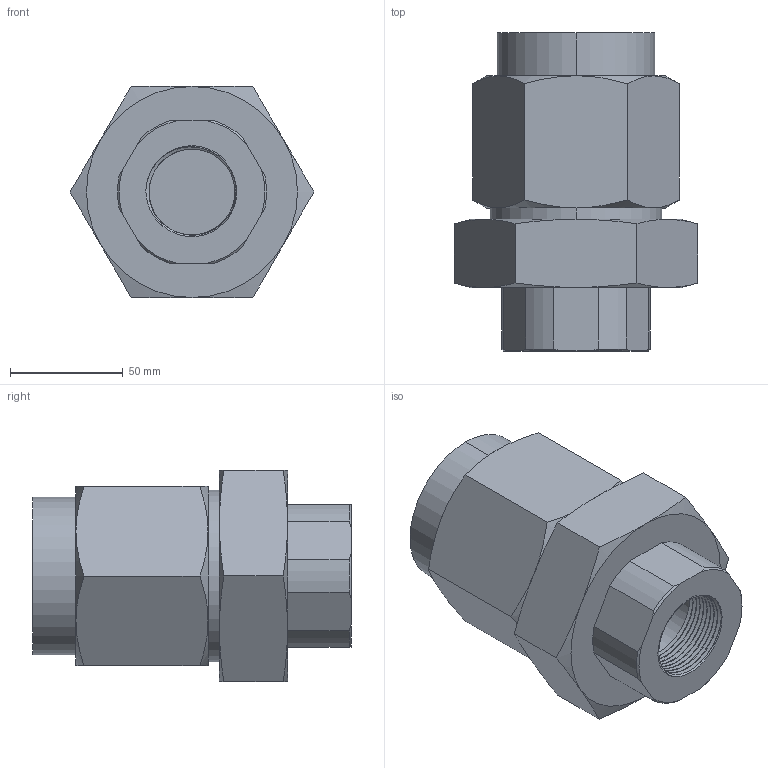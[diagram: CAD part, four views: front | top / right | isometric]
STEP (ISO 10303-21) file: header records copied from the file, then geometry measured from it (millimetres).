
FILE_DESCRIPTION (( 'STEP AP214' ), '1' );
FILE_NAME ('36-7.STEP', '2018-01-30T19:59:46', ( '' ), ( '' ), 'SwSTEP 2.0', 'SolidWorks 2018', '' );
FILE_SCHEMA (( 'AUTOMOTIVE_DESIGN' ));
Length unit declared in the file: inch
Products named in the file (1): 36-7
Bounding box: 108.23 x 141.22 x 93.73 mm (x, y, z)
Volume: 670756.1 mm3; surface area: 63401.3 mm2
Topology: 1 solids, 1 shells, 113 faces, 290 edges, 185 vertices
Faces by surface type: cylinder 44, cone 35, plane 28, bspline 6
Entity records: 9299 total; most frequent: CARTESIAN_POINT 5384, ORIENTED_EDGE 580, DIRECTION 420, EDGE_CURVE 290, VERTEX_POINT 185, AXIS2_PLACEMENT_3D 169, EDGE_LOOP 119, DIMENSIONAL_EXPONENTS 116
